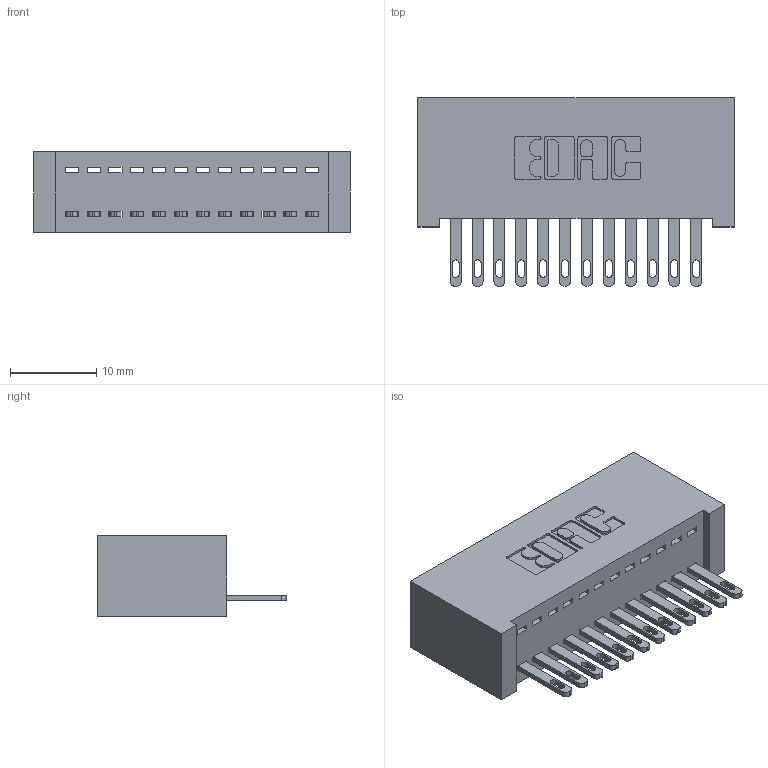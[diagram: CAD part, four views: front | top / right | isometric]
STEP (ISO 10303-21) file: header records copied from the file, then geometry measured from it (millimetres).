
FILE_DESCRIPTION (( 'STEP AP203' ), '1' );
FILE_NAME ('342-012-500-101.STEP', '2018-08-10T14:45:05', ( '' ), ( '' ), 'SwSTEP 2.0', 'SolidWorks 2016', '' );
FILE_SCHEMA (( 'CONFIG_CONTROL_DESIGN' ));
Length unit declared in the file: inch
Products named in the file (3): 342 Part_Lugless; 345-292-001_345-293-100; 342-012-500-101
Assembly tree (13 placements, depth 2):
  342-012-500-101
    342 Part_Lugless
    345-292-001_345-293-100  x12
Bounding box: 36.73 x 21.85 x 9.4 mm (x, y, z)
Volume: 3526.2 mm3; surface area: 4964.9 mm2
Topology: 13 solids, 13 shells, 750 faces, 2291 edges, 1526 vertices
Faces by surface type: plane 494, cylinder 256
Entity records: 10737 total; most frequent: CARTESIAN_POINT 1862, ORIENTED_EDGE 1810, DIRECTION 1625, EDGE_CURVE 905, LINE 781, VECTOR 781, VERTEX_POINT 602, AXIS2_PLACEMENT_3D 422
